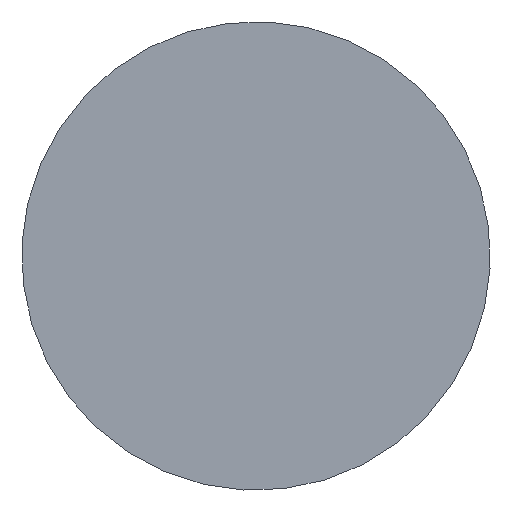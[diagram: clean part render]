
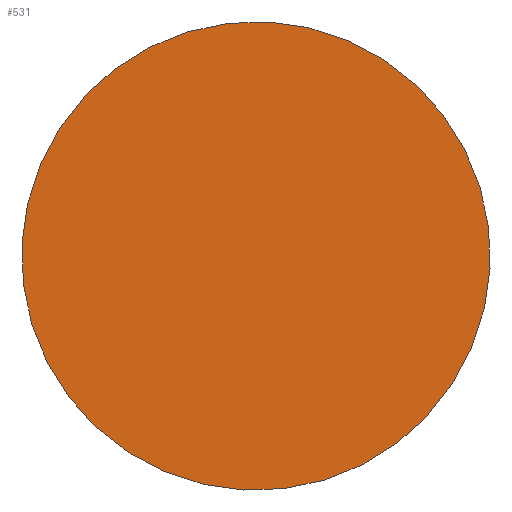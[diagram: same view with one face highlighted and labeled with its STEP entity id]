
A CAD part, front view. The second image highlights one B-rep face of the part: STEP entity #531.
In plain terms, the highlighted planar face has unit normal (0, -1, 0).
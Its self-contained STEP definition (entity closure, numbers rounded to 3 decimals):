
#93=FACE_OUTER_BOUND('',#127,.T.);
#127=EDGE_LOOP('',(#360,#361));
#175=CIRCLE('',#601,30.);
#176=CIRCLE('',#602,30.);
#214=VERTEX_POINT('',#879);
#215=VERTEX_POINT('',#880);
#267=EDGE_CURVE('',#214,#215,#175,.T.);
#268=EDGE_CURVE('',#215,#214,#176,.T.);
#360=ORIENTED_EDGE('',*,*,#267,.T.);
#361=ORIENTED_EDGE('',*,*,#268,.T.);
#481=PLANE('',#604);
#531=ADVANCED_FACE('',(#93),#481,.T.);
#601=AXIS2_PLACEMENT_3D('',#881,#700,#701);
#602=AXIS2_PLACEMENT_3D('',#882,#702,#703);
#604=AXIS2_PLACEMENT_3D('',#884,#706,#707);
#700=DIRECTION('center_axis',(0.,-1.,0.));
#701=DIRECTION('ref_axis',(0.92,0.,-0.391));
#702=DIRECTION('center_axis',(0.,-1.,0.));
#703=DIRECTION('ref_axis',(0.92,0.,-0.391));
#706=DIRECTION('center_axis',(0.,-1.,0.));
#707=DIRECTION('ref_axis',(-0.391,0.,-0.92));
#879=CARTESIAN_POINT('',(27.608,-21.,-11.739));
#880=CARTESIAN_POINT('',(11.739,-21.,27.608));
#881=CARTESIAN_POINT('Origin',(0.,-21.,0.));
#882=CARTESIAN_POINT('Origin',(0.,-21.,0.));
#884=CARTESIAN_POINT('Origin',(13.804,-21.,-5.87));
